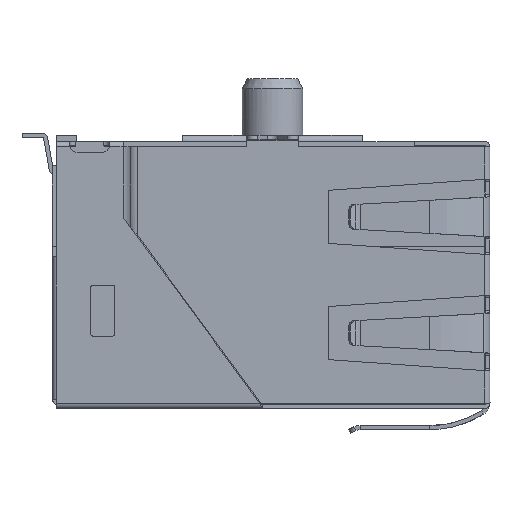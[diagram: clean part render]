
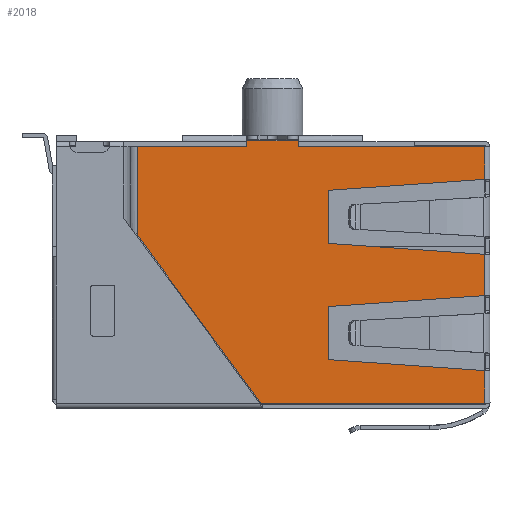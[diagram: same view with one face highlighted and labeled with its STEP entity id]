
A CAD part, left-side view. The second image highlights one B-rep face of the part: STEP entity #2018.
In plain terms, the highlighted planar face has unit normal (-1, 0, 0).
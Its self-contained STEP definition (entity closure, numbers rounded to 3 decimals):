
#2018 = ADVANCED_FACE( '', ( #4371 ), #4372, .T. );
#4371 = FACE_OUTER_BOUND( '', #7590, .T. );
#4372 = PLANE( '', #7591 );
#7590 = EDGE_LOOP( '', ( #13887, #13888, #13889, #13890, #13891, #13892, #13893, #13894, #13895, #13896, #13897, #13898, #13899, #13900, #13901, #13902, #13903, #13904, #13905, #13906, #13907 ) );
#7591 = AXIS2_PLACEMENT_3D( '', #13908, #13909, #13910 );
#13887 = ORIENTED_EDGE( '', *, *, #19878, .F. );
#13888 = ORIENTED_EDGE( '', *, *, #19836, .F. );
#13889 = ORIENTED_EDGE( '', *, *, #19879, .T. );
#13890 = ORIENTED_EDGE( '', *, *, #19438, .T. );
#13891 = ORIENTED_EDGE( '', *, *, #19866, .F. );
#13892 = ORIENTED_EDGE( '', *, *, #19303, .T. );
#13893 = ORIENTED_EDGE( '', *, *, #19880, .F. );
#13894 = ORIENTED_EDGE( '', *, *, #19881, .T. );
#13895 = ORIENTED_EDGE( '', *, *, #17928, .F. );
#13896 = ORIENTED_EDGE( '', *, *, #19882, .T. );
#13897 = ORIENTED_EDGE( '', *, *, #19883, .F. );
#13898 = ORIENTED_EDGE( '', *, *, #19884, .T. );
#13899 = ORIENTED_EDGE( '', *, *, #19885, .F. );
#13900 = ORIENTED_EDGE( '', *, *, #19886, .T. );
#13901 = ORIENTED_EDGE( '', *, *, #19162, .F. );
#13902 = ORIENTED_EDGE( '', *, *, #17475, .T. );
#13903 = ORIENTED_EDGE( '', *, *, #19887, .T. );
#13904 = ORIENTED_EDGE( '', *, *, #19503, .T. );
#13905 = ORIENTED_EDGE( '', *, *, #19888, .T. );
#13906 = ORIENTED_EDGE( '', *, *, #17949, .T. );
#13907 = ORIENTED_EDGE( '', *, *, #19066, .T. );
#13908 = CARTESIAN_POINT( '', ( -7.94, -10.566, -6.35 ) );
#13909 = DIRECTION( '', ( -1., 0., 0. ) );
#13910 = DIRECTION( '', ( 0., -1., 0. ) );
#17475 = EDGE_CURVE( '', #20840, #20838, #20841, .T. );
#17928 = EDGE_CURVE( '', #21654, #21656, #21657, .T. );
#17949 = EDGE_CURVE( '', #21695, #21693, #21696, .T. );
#19066 = EDGE_CURVE( '', #21693, #23482, #23483, .T. );
#19162 = EDGE_CURVE( '', #20840, #23625, #23626, .T. );
#19303 = EDGE_CURVE( '', #23824, #23822, #23825, .F. );
#19438 = EDGE_CURVE( '', #24017, #24018, #24019, .T. );
#19503 = EDGE_CURVE( '', #24109, #24107, #24110, .T. );
#19836 = EDGE_CURVE( '', #24539, #22690, #24541, .T. );
#19866 = EDGE_CURVE( '', #23824, #24018, #24578, .T. );
#19878 = EDGE_CURVE( '', #22690, #23482, #24593, .T. );
#19879 = EDGE_CURVE( '', #24539, #24017, #24594, .T. );
#19880 = EDGE_CURVE( '', #24595, #23822, #24596, .T. );
#19881 = EDGE_CURVE( '', #24595, #21656, #24597, .F. );
#19882 = EDGE_CURVE( '', #21654, #24598, #24599, .T. );
#19883 = EDGE_CURVE( '', #24600, #24598, #24601, .T. );
#19884 = EDGE_CURVE( '', #24600, #24602, #24603, .F. );
#19885 = EDGE_CURVE( '', #24604, #24602, #24605, .T. );
#19886 = EDGE_CURVE( '', #24604, #23625, #24606, .F. );
#19887 = EDGE_CURVE( '', #20838, #24109, #24607, .T. );
#19888 = EDGE_CURVE( '', #24107, #21695, #24608, .T. );
#20838 = VERTEX_POINT( '', #25737 );
#20840 = VERTEX_POINT( '', #25739 );
#20841 = LINE( '', #25740, #25741 );
#21654 = VERTEX_POINT( '', #27135 );
#21656 = VERTEX_POINT( '', #27137 );
#21657 = LINE( '', #27138, #27139 );
#21693 = VERTEX_POINT( '', #27201 );
#21695 = VERTEX_POINT( '', #27204 );
#21696 = LINE( '', #27205, #27206 );
#22690 = VERTEX_POINT( '', #28910 );
#23482 = VERTEX_POINT( '', #30335 );
#23483 = LINE( '', #30336, #30337 );
#23625 = VERTEX_POINT( '', #30696 );
#23626 = LINE( '', #30697, #30698 );
#23822 = VERTEX_POINT( '', #31100 );
#23824 = VERTEX_POINT( '', #31103 );
#23825 = CIRCLE( '', #31104, 0.1 );
#24017 = VERTEX_POINT( '', #31445 );
#24018 = VERTEX_POINT( '', #31446 );
#24019 = LINE( '', #31447, #31448 );
#24107 = VERTEX_POINT( '', #31586 );
#24109 = VERTEX_POINT( '', #31588 );
#24110 = LINE( '', #31589, #31590 );
#24539 = VERTEX_POINT( '', #32472 );
#24541 = LINE( '', #32475, #32476 );
#24578 = LINE( '', #32548, #32549 );
#24593 = LINE( '', #32568, #32569 );
#24594 = LINE( '', #32570, #32571 );
#24595 = VERTEX_POINT( '', #32572 );
#24596 = LINE( '', #32573, #32574 );
#24597 = CIRCLE( '', #32575, 0.1 );
#24598 = VERTEX_POINT( '', #32576 );
#24599 = LINE( '', #32577, #32578 );
#24600 = VERTEX_POINT( '', #32579 );
#24601 = LINE( '', #32580, #32581 );
#24602 = VERTEX_POINT( '', #32582 );
#24603 = CIRCLE( '', #32583, 0.1 );
#24604 = VERTEX_POINT( '', #32584 );
#24605 = LINE( '', #32585, #32586 );
#24606 = CIRCLE( '', #32587, 0.1 );
#24607 = LINE( '', #32588, #32589 );
#24608 = LINE( '', #32590, #32591 );
#25737 = CARTESIAN_POINT( '', ( -7.94, -10.475, 6.35 ) );
#25739 = CARTESIAN_POINT( '', ( -7.94, -10.475, 4.73 ) );
#25740 = CARTESIAN_POINT( '', ( -7.94, -10.475, -6.35 ) );
#25741 = VECTOR( '', #34190, 1000. );
#27135 = CARTESIAN_POINT( '', ( -7.94, -10.475, -1.02 ) );
#27137 = CARTESIAN_POINT( '', ( -7.94, -2.818, -1.555 ) );
#27138 = CARTESIAN_POINT( '', ( -7.94, -10.725, -1.003 ) );
#27139 = VECTOR( '', #34714, 1000. );
#27201 = CARTESIAN_POINT( '', ( -7.94, 1.305, 6.35 ) );
#27204 = CARTESIAN_POINT( '', ( -7.94, 1.305, 6.65 ) );
#27205 = CARTESIAN_POINT( '', ( -7.94, 1.305, 6.65 ) );
#27206 = VECTOR( '', #34739, 1000. );
#28910 = CARTESIAN_POINT( '', ( -7.94, 6.725, 1.983 ) );
#30335 = CARTESIAN_POINT( '', ( -7.94, 6.725, 6.35 ) );
#30336 = CARTESIAN_POINT( '', ( -7.94, -10.566, 6.35 ) );
#30337 = VECTOR( '', #35771, 1000. );
#30696 = CARTESIAN_POINT( '', ( -7.94, -2.818, 4.195 ) );
#30697 = CARTESIAN_POINT( '', ( -7.94, -10.725, 4.747 ) );
#30698 = VECTOR( '', #35839, 1000. );
#31100 = CARTESIAN_POINT( '', ( -7.94, -2.725, -4.095 ) );
#31103 = CARTESIAN_POINT( '', ( -7.94, -2.818, -4.195 ) );
#31104 = AXIS2_PLACEMENT_3D( '', #35956, #35957, #35958 );
#31445 = CARTESIAN_POINT( '', ( -7.94, -10.475, -6.35 ) );
#31446 = CARTESIAN_POINT( '', ( -7.94, -10.475, -4.73 ) );
#31447 = CARTESIAN_POINT( '', ( -7.94, -10.475, -6.35 ) );
#31448 = VECTOR( '', #36082, 1000. );
#31586 = CARTESIAN_POINT( '', ( -7.94, -1.235, 6.65 ) );
#31588 = CARTESIAN_POINT( '', ( -7.94, -1.235, 6.35 ) );
#31589 = CARTESIAN_POINT( '', ( -7.94, -1.235, 6.35 ) );
#31590 = VECTOR( '', #36151, 1000. );
#32472 = CARTESIAN_POINT( '', ( -7.94, 0.597, -6.35 ) );
#32475 = CARTESIAN_POINT( '', ( -7.94, 0.597, -6.35 ) );
#32476 = VECTOR( '', #36465, 1000. );
#32548 = CARTESIAN_POINT( '', ( -7.94, -2.725, -4.188 ) );
#32549 = VECTOR( '', #36476, 1000. );
#32568 = CARTESIAN_POINT( '', ( -7.94, 6.725, 1.983 ) );
#32569 = VECTOR( '', #36487, 1000. );
#32570 = CARTESIAN_POINT( '', ( -7.94, 0.597, -6.35 ) );
#32571 = VECTOR( '', #36488, 1000. );
#32572 = CARTESIAN_POINT( '', ( -7.94, -2.725, -1.655 ) );
#32573 = CARTESIAN_POINT( '', ( -7.94, -2.725, -1.562 ) );
#32574 = VECTOR( '', #36489, 1000. );
#32575 = AXIS2_PLACEMENT_3D( '', #36490, #36491, #36492 );
#32576 = CARTESIAN_POINT( '', ( -7.94, -10.475, 1.02 ) );
#32577 = CARTESIAN_POINT( '', ( -7.94, -10.475, -6.35 ) );
#32578 = VECTOR( '', #36493, 1000. );
#32579 = CARTESIAN_POINT( '', ( -7.94, -2.818, 1.555 ) );
#32580 = CARTESIAN_POINT( '', ( -7.94, -2.725, 1.562 ) );
#32581 = VECTOR( '', #36494, 1000. );
#32582 = CARTESIAN_POINT( '', ( -7.94, -2.725, 1.655 ) );
#32583 = AXIS2_PLACEMENT_3D( '', #36495, #36496, #36497 );
#32584 = CARTESIAN_POINT( '', ( -7.94, -2.725, 4.095 ) );
#32585 = CARTESIAN_POINT( '', ( -7.94, -2.725, 4.188 ) );
#32586 = VECTOR( '', #36498, 1000. );
#32587 = AXIS2_PLACEMENT_3D( '', #36499, #36500, #36501 );
#32588 = CARTESIAN_POINT( '', ( -7.94, -10.566, 6.35 ) );
#32589 = VECTOR( '', #36502, 1000. );
#32590 = CARTESIAN_POINT( '', ( -7.94, -1.235, 6.65 ) );
#32591 = VECTOR( '', #36503, 1000. );
#34190 = DIRECTION( '', ( 0., 0., 1. ) );
#34714 = DIRECTION( '', ( 0., 0.998, -0.07 ) );
#34739 = DIRECTION( '', ( 0., 0., -1. ) );
#35771 = DIRECTION( '', ( 0., 1., 0. ) );
#35839 = DIRECTION( '', ( 0., 0.998, -0.07 ) );
#35956 = CARTESIAN_POINT( '', ( -7.94, -2.825, -4.095 ) );
#35957 = DIRECTION( '', ( -1., 0., 0. ) );
#35958 = DIRECTION( '', ( 0., -1., 0. ) );
#36082 = DIRECTION( '', ( 0., 0., 1. ) );
#36151 = DIRECTION( '', ( 0., 0., 1. ) );
#36465 = DIRECTION( '', ( 0., 0.592, 0.806 ) );
#36476 = DIRECTION( '', ( 0., -0.998, -0.07 ) );
#36487 = DIRECTION( '', ( 0., 0., 1. ) );
#36488 = DIRECTION( '', ( 0., -1., 0. ) );
#36489 = DIRECTION( '', ( 0., 0., -1. ) );
#36490 = CARTESIAN_POINT( '', ( -7.94, -2.825, -1.655 ) );
#36491 = DIRECTION( '', ( -1., 0., 0. ) );
#36492 = DIRECTION( '', ( 0., -1., 0. ) );
#36493 = DIRECTION( '', ( 0., 0., 1. ) );
#36494 = DIRECTION( '', ( 0., -0.998, -0.07 ) );
#36495 = CARTESIAN_POINT( '', ( -7.94, -2.825, 1.655 ) );
#36496 = DIRECTION( '', ( -1., 0., 0. ) );
#36497 = DIRECTION( '', ( 0., -1., 0. ) );
#36498 = DIRECTION( '', ( 0., 0., -1. ) );
#36499 = CARTESIAN_POINT( '', ( -7.94, -2.825, 4.095 ) );
#36500 = DIRECTION( '', ( -1., 0., 0. ) );
#36501 = DIRECTION( '', ( 0., -1., 0. ) );
#36502 = DIRECTION( '', ( 0., 1., 0. ) );
#36503 = DIRECTION( '', ( 0., 1., 0. ) );
